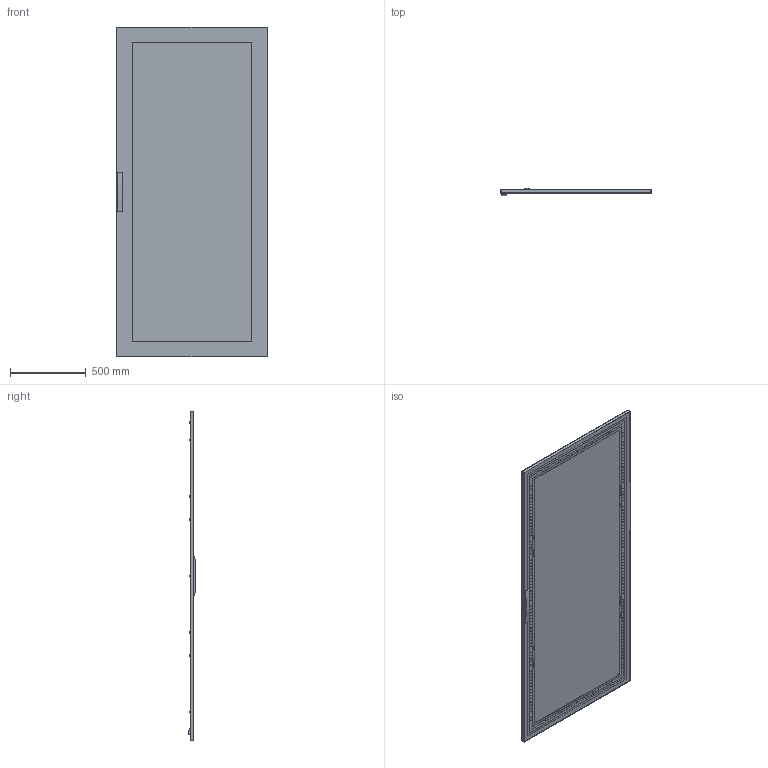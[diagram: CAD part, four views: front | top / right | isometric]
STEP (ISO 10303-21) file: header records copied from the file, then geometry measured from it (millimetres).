
FILE_DESCRIPTION (( 'STEP AP203' ), '1' );
FILE_NAME ('DTE22A_Default.step', '2025-05-14T12:51:17', ( 'Windows User' ), ( 'AUTOMATION DIRECT' ), 'SwSTEP 2.0', 'SolidWorks 2024', '' );
FILE_SCHEMA (( 'CONFIG_CONTROL_DESIGN' ));
Length unit declared in the file: millimetre
Products named in the file (2): DTE22A; DTE22A_Default
Assembly tree (1 placements, depth 2):
  DTE22A_Default
    DTE22A
Bounding box: 993 x 52.51 x 2184 mm (x, y, z)
Volume: 11119390.9 mm3; surface area: 5002061.6 mm2
Topology: 1 solids, 1 shells, 912 faces, 2163 edges, 1445 vertices
Faces by surface type: plane 471, cylinder 278, cone 154, sphere 9
Full cylindrical faces by diameter (mm): 4.25 x175, 4.917 x10, 6 x1, 8 x20, 9 x14, 10 x8
Entity records: 24663 total; most frequent: CARTESIAN_POINT 5578, DIRECTION 3918, ORIENTED_EDGE 3412, EDGE_CURVE 1706, AXIS2_PLACEMENT_3D 1633, EDGE_LOOP 1407, VERTEX_POINT 1257, FACE_OUTER_BOUND 1140
